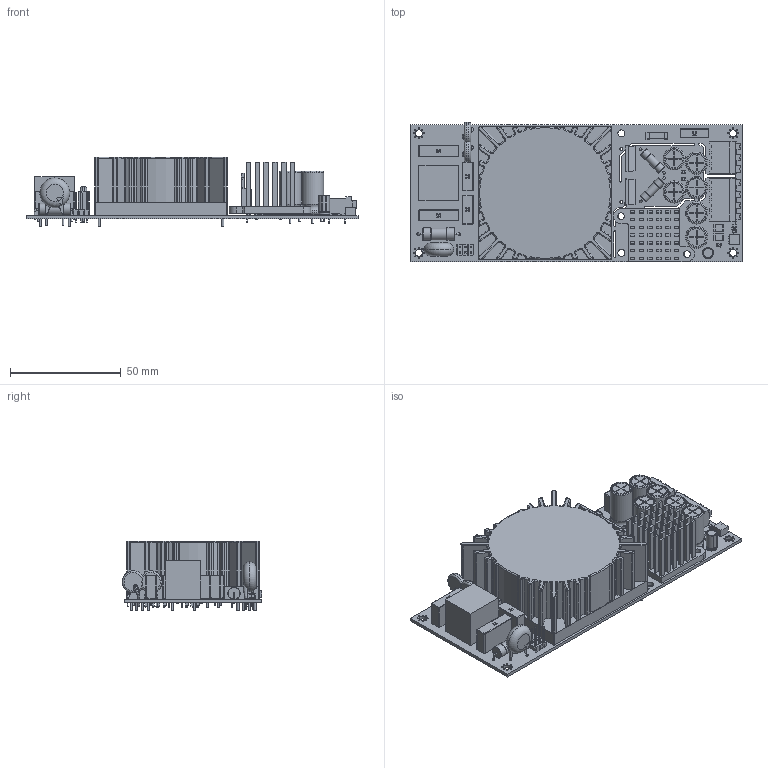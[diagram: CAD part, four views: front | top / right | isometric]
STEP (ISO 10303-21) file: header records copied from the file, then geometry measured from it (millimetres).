
FILE_DESCRIPTION(/* description */ (''),/* implementation_level */ '2;1');
FILE_NAME(/* name */ 'ULPS1515A_A1.step',/* time_stamp */ '2020-10-01T12:22:26+02:00',/* author */ (''),/* organization */ (''),/* preprocessor_version */ 'ST-DEVELOPER v18.1',/* originating_system */ 'Autodesk Translation Framework v9.3.0.1241',/* authorisation */ '');
FILE_SCHEMA (('AUTOMOTIVE_DESIGN { 1 0 10303 214 3 1 1 }'));
Products named in the file (69): ULPS1515A_A1; Board; Packages; RTRIM3214J; 3MM_HOLE; 960-23-23-F-AB-0; SOT230P700X180-4N; CSM22128AE; WE-CBF_1812(W=6.3); 782965xxx; Lötende; WE-CBF_1812(W=6.3) (1); 782965xxx (1); Lötende (1); MOV; TO254P483X1010X2035-3P; TO254P483X1010X2035-3P (1); PLA10AN9012R0D2B; Body; Leads; SF3812TL050T2; 0805; 0805 (1); 0805 (2); CPOL-RADIAL-5MM-10MM (2); CPOL-RADIAL-5MM-10MM (3); CPOL-RADIAL-5MM-10MM (4); CPOL-RADIAL-5MM-10MM (5); 0603-CAP; 0603-RES; 0603-RES (1); 0603-RES (2); 0603-RES (3); 0603-RES (4); 1206; R2512; SOT223; SOT223 (1); SOIC127P600X175-8N; CHIP-LED0603 ...
Assembly tree (82 placements, depth 5):
  ULPS1515A_A1
    Board
    Packages
      RTRIM3214J
      3MM_HOLE  x4
      960-23-23-F-AB-0
      SOT230P700X180-4N
      CSM22128AE
      WE-CBF_1812(W=6.3)
        782965xxx
        Lötende  x2
      WE-CBF_1812(W=6.3) (1)
        782965xxx (1)
        Lötende (1)  x2
      MOV
      TO254P483X1010X2035-3P
      TO254P483X1010X2035-3P (1)
      PLA10AN9012R0D2B
        Body
        Leads  x4
      SF3812TL050T2
      0805
      0805 (1)
      0805 (2)
      CPOL-RADIAL-5MM-10MM (2)
      CPOL-RADIAL-5MM-10MM (3)
      CPOL-RADIAL-5MM-10MM (4)
      CPOL-RADIAL-5MM-10MM (5)
      0603-CAP
      0603-RES
      0603-RES (1)
      0603-RES (2)
      0603-RES (3)
      0603-RES (4)
      1206  x2
      R2512
      SOT223
      SOT223 (1)
      SOIC127P600X175-8N
      CHIP-LED0603
      E2,5-5
      FIDUCIAL_1MM  x4
      SOD-323F  x2
      V235/17
      C10B5
      C10B5 (1)
      C10B5 (2)
      C15B8
      C15B8 (1)
      JP3Q
      B57164
      B57164 (1)
      0414/15  x2
      700XX
        22671074
          Body (1)
          Fillet001
          Extrude003
          Extrude004
          Extrude005
Bounding box: 150 x 63 x 31.3 mm (x, y, z)
Volume: 126012.6 mm3; surface area: 75555 mm2
Topology: 182 solids, 183 shells, 5094 faces, 12666 edges, 7937 vertices
Faces by surface type: plane 2428, cylinder 1345, bspline 811, torus 353, sphere 152, cone 5
Full cylindrical faces by diameter (mm): 0.3 x42, 0.5 x36, 0.6 x28, 0.65 x2, 0.75 x14, 0.8 x14, 0.813 x6, 0.889 x1, 0.9 x28, 0.914 x6, 1 x17, 1.016 x15, 1.118 x6, 1.194 x2, 1.27 x8, 1.4 x2, 1.45 x1, 1.524 x1, 1.626 x1, 3 x2, 3.2 x8, 3.54 x2, 3.8 x2, 4 x5, 4.699 x1, 4.8 x2, 5.32 x1, 5.6 x2, 9.8 x12, 10 x2
Entity records: 173526 total; most frequent: CARTESIAN_POINT 53926, ORIENTED_EDGE 24600, DIRECTION 23268, EDGE_CURVE 12300, AXIS2_PLACEMENT_3D 7987, VERTEX_POINT 7766, LINE 7294, VECTOR 7294
